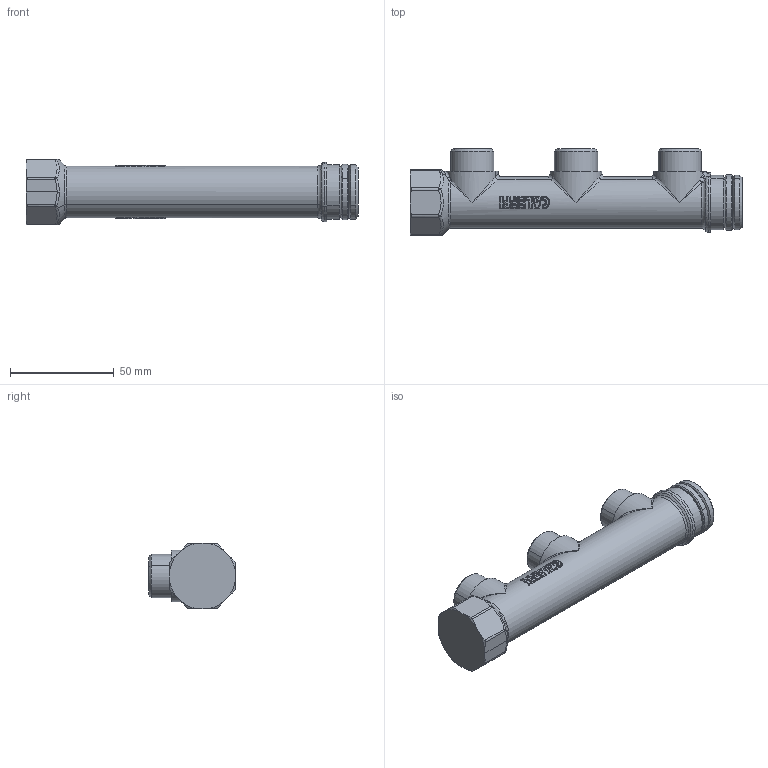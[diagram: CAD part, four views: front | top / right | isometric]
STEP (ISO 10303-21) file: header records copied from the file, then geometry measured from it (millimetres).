
FILE_DESCRIPTION((''),'2;1');
FILE_NAME('_5925350001_SW0001','2016-06-16T',('mparodi'),(''),'CREO PARAMETRIC BY PTC INC, 2014500','CREO PARAMETRIC BY PTC INC, 2014500','');
FILE_SCHEMA(('CONFIG_CONTROL_DESIGN'));
Products named in the file (1): _5925350001_SW0001
Bounding box: 160 x 41.9 x 31.8 mm (x, y, z)
Volume: 103200.8 mm3; surface area: 18274.2 mm2
Topology: 1 solids, 1 shells, 1487 faces, 3543 edges, 1976 vertices
Faces by surface type: plane 573, bspline 431, cylinder 308, sphere 86, extrusion 50, cone 32, torus 7
Entity records: 66704 total; most frequent: CARTESIAN_POINT 36420, ORIENTED_EDGE 6878, DIRECTION 5102, EDGE_CURVE 3439, VERTEX_POINT 1976, AXIS2_PLACEMENT_3D 1742, VECTOR 1618, LINE 1568
